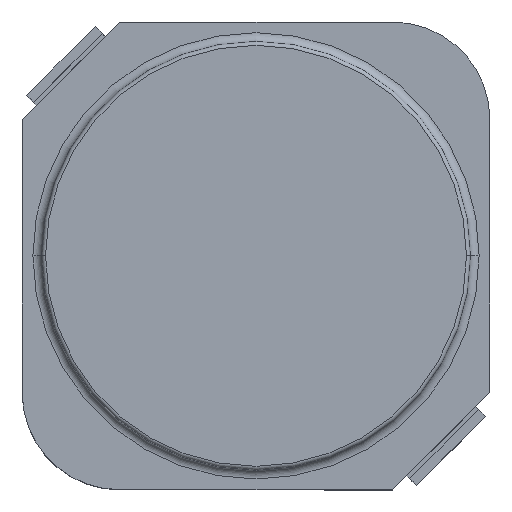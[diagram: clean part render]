
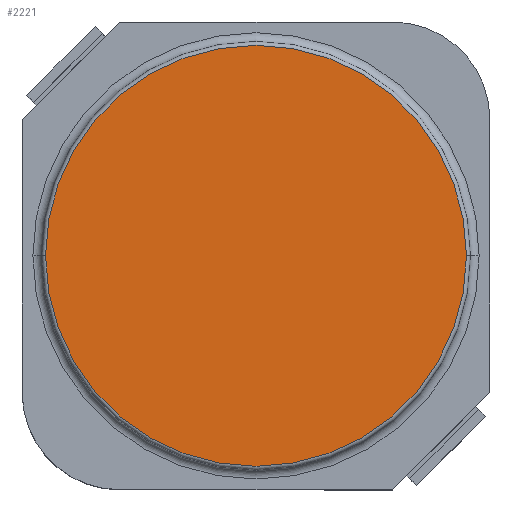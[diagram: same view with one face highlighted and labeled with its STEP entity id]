
A CAD part, top view. The second image highlights one B-rep face of the part: STEP entity #2221.
In plain terms, the highlighted planar face has unit normal (0, 0, 1).
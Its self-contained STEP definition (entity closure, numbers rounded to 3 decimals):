
#179 = VERTEX_POINT ( 'NONE', #1933 ) ;
#256 = DIRECTION ( 'NONE',  ( 0., 0., 1. ) ) ;
#264 = AXIS2_PLACEMENT_3D ( 'NONE', #2426, #968, #1189 ) ;
#419 = EDGE_CURVE ( 'NONE', #1080, #179, #1737, .T. ) ;
#806 = AXIS2_PLACEMENT_3D ( 'NONE', #2051, #2288, #2312 ) ;
#968 = DIRECTION ( 'NONE',  ( 0., 0., 1. ) ) ;
#1054 = ORIENTED_EDGE ( 'NONE', *, *, #419, .T. ) ;
#1080 = VERTEX_POINT ( 'NONE', #1713 ) ;
#1161 = EDGE_LOOP ( 'NONE', ( #1054, #1392 ) ) ;
#1189 = DIRECTION ( 'NONE',  ( 1., 0., 0. ) ) ;
#1259 = FACE_OUTER_BOUND ( 'NONE', #1161, .T. ) ;
#1392 = ORIENTED_EDGE ( 'NONE', *, *, #2030, .T. ) ;
#1537 = AXIS2_PLACEMENT_3D ( 'NONE', #1828, #256, #2025 ) ;
#1713 = CARTESIAN_POINT ( 'NONE',  ( 2.16, 0., 2. ) ) ;
#1737 = CIRCLE ( 'NONE', #1537, 2.16 ) ;
#1828 = CARTESIAN_POINT ( 'NONE',  ( 0., 0., 2. ) ) ;
#1933 = CARTESIAN_POINT ( 'NONE',  ( -2.16, 0., 2. ) ) ;
#2025 = DIRECTION ( 'NONE',  ( 1., 0., 0. ) ) ;
#2030 = EDGE_CURVE ( 'NONE', #179, #1080, #2256, .T. ) ;
#2031 = PLANE ( 'NONE',  #806 ) ;
#2051 = CARTESIAN_POINT ( 'NONE',  ( 0., 0., 2. ) ) ;
#2221 = ADVANCED_FACE ( 'NONE', ( #1259 ), #2031, .T. ) ;
#2256 = CIRCLE ( 'NONE', #264, 2.16 ) ;
#2288 = DIRECTION ( 'NONE',  ( 0., 0., 1. ) ) ;
#2312 = DIRECTION ( 'NONE',  ( 1., 0., 0. ) ) ;
#2426 = CARTESIAN_POINT ( 'NONE',  ( 0., 0., 2. ) ) ;
